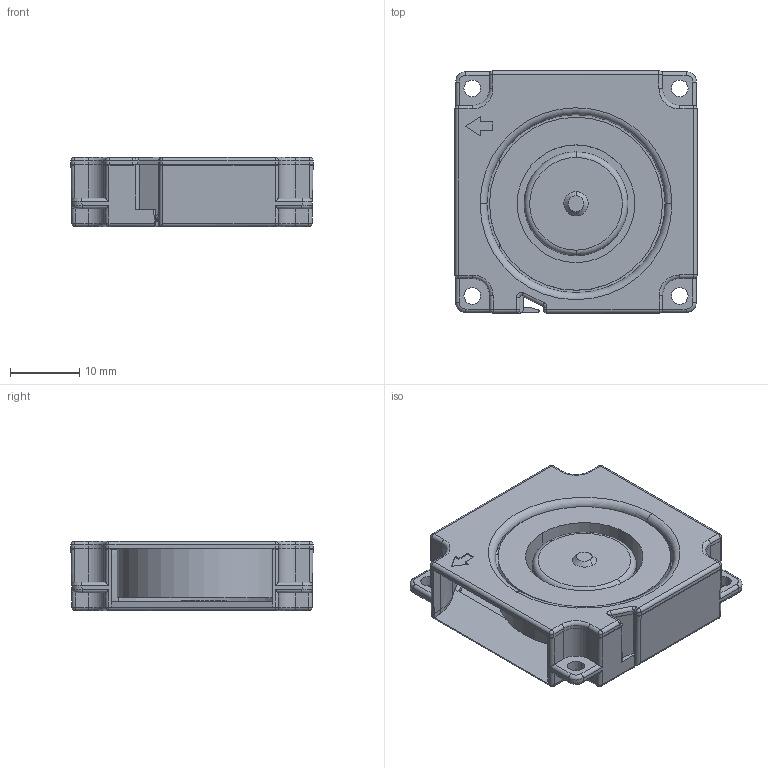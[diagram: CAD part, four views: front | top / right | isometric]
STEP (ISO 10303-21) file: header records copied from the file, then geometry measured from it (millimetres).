
FILE_DESCRIPTION((''),'2;1');
FILE_NAME('BFB03512HHA-CF00-3D_ASM','2019-04-08T',('WEIJE.CHEN'),(''),'PRO/ENGINEER BY PARAMETRIC TECHNOLOGY CORPORATION, 2009360','PRO/ENGINEER BY PARAMETRIC TECHNOLOGY CORPORATION, 2009360','');
FILE_SCHEMA(('AUTOMOTIVE_DESIGN_CC2 { 1 2 10303 214 -1 1 5 2 }'));
Length unit declared in the file: millimetre
Products named in the file (10): 3_5CM-FRAME_BEFORE__AF1; BFB03505HHA-C-FRAME_ASM_ASM_ASM_ASM; 4104080500_ASM_ASM_ASM_ASM_ASM; 4104080500_ASM_ASM_ASM_ASM; 410408050000A_ASM_ASM_ASM; 410408050000A_ASM_ASM; 410020620000_2; BFB03505HHA-C_ASM_ASM; PRT0139; BFB03512HHA-CF00-3D_ASM
Assembly tree (9 placements, depth 8):
  BFB03512HHA-CF00-3D_ASM
    BFB03505HHA-C_ASM_ASM
      410408050000A_ASM_ASM
        410408050000A_ASM_ASM_ASM
          4104080500_ASM_ASM_ASM_ASM
            4104080500_ASM_ASM_ASM_ASM_ASM
              BFB03505HHA-C-FRAME_ASM_ASM_ASM_ASM
                3_5CM-FRAME_BEFORE__AF1
      410020620000_2
    PRT0139
Bounding box: 35 x 35 x 10 mm (x, y, z)
Volume: 5975 mm3; surface area: 8396 mm2
Topology: 3 solids, 3 shells, 551 faces, 1502 edges, 960 vertices
Faces by surface type: cylinder 227, plane 201, torus 48, cone 44, sphere 18, extrusion 9, bspline 4
Entity records: 18392 total; most frequent: CARTESIAN_POINT 4026, DIRECTION 3088, ORIENTED_EDGE 2968, EDGE_CURVE 1484, AXIS2_PLACEMENT_3D 1155, VERTEX_POINT 960, VECTOR 778, LINE 769
